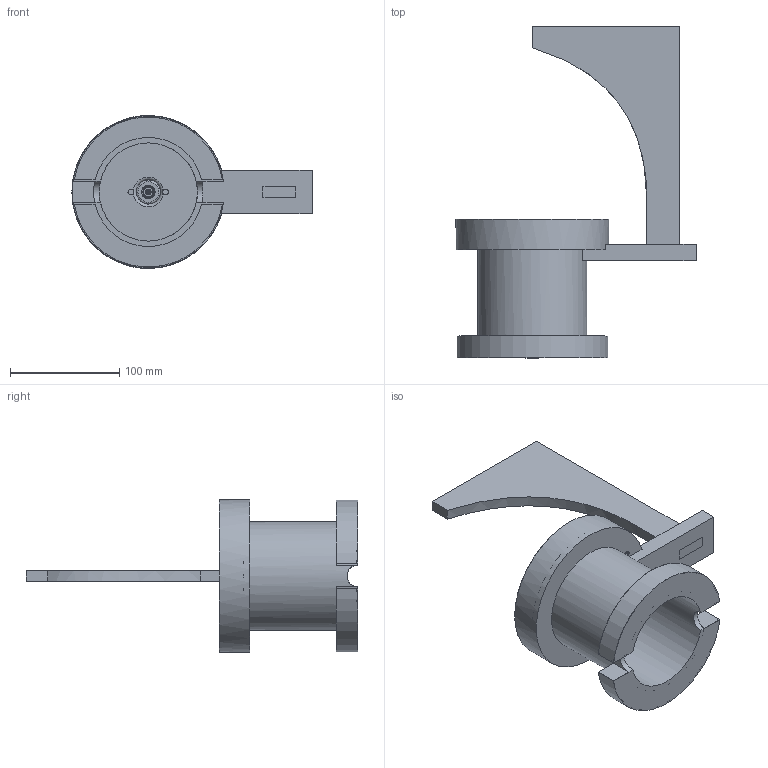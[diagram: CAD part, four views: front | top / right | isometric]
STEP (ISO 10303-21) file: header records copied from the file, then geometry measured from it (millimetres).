
FILE_DESCRIPTION(/* description */ (''),/* implementation_level */ '2;1');
FILE_NAME(/* name */ 'lapping plare v13.step',/* time_stamp */ '2024-09-17T19:11:49-07:00',/* author */ (''),/* organization */ (''),/* preprocessor_version */ 'ST-DEVELOPER v20',/* originating_system */ 'Autodesk Translation Framework v13.14.0.145',/* authorisation */ '');
FILE_SCHEMA (('AUTOMOTIVE_DESIGN { 1 0 10303 214 3 1 1 }'));
Length unit declared in the file: millimetre
Products named in the file (9): lapping plare; Component1; Component2; Component8; Component3; Component4; 99461A944_Phillips Rounded Head Thread-Forming Screws; splash guard; Component7
Assembly tree (8 placements, depth 3):
  lapping plare
    Component1
    Component2
      Component8
    Component3
    Component4
    99461A944_Phillips Rounded Head Thread-Forming Screws
    splash guard
    Component7
Bounding box: 220 x 304 x 140 mm (x, y, z)
Volume: 673468.3 mm3; surface area: 247896.5 mm2
Topology: 7 solids, 7 shells, 232 faces, 647 edges, 438 vertices
Faces by surface type: plane 97, cylinder 77, bspline 31, torus 19, cone 8
Full cylindrical faces by diameter (mm): 1.66 x9, 3 x11, 4 x1, 5 x2, 5.3 x1, 5.5 x2, 6 x1, 8 x2, 22 x1, 22.4 x1, 24 x1, 44 x2, 90 x1, 98 x1, 100 x2, 121 x1, 138 x1, 140 x1
Entity records: 32215 total; most frequent: CARTESIAN_POINT 26295, ORIENTED_EDGE 1294, DIRECTION 1097, EDGE_CURVE 647, VERTEX_POINT 438, AXIS2_PLACEMENT_3D 411, LINE 275, VECTOR 275
